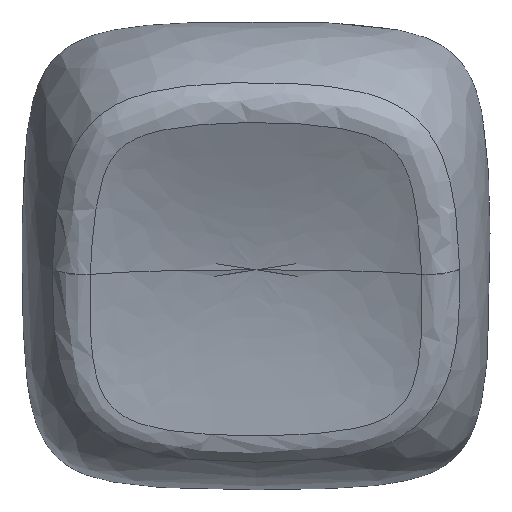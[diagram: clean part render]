
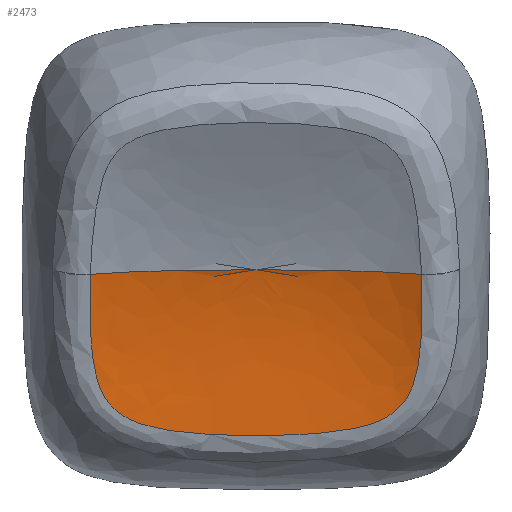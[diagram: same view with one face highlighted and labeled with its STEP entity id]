
A CAD part, top view. The second image highlights one B-rep face of the part: STEP entity #2473.
In plain terms, the highlighted free-form (B-spline) face has degree [3, 3] with [10, 5] control points.
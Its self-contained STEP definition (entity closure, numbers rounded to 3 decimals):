
#15=(
BOUNDED_CURVE()
B_SPLINE_CURVE(5,(#10526,#10527,#10528,#10529,#10530,#10531,#10532,#10533,
#10534),.UNSPECIFIED.,.F.,.F.)
B_SPLINE_CURVE_WITH_KNOTS((6,1,1,1,6),(0.215,0.4,0.6,0.8,1.),
 .UNSPECIFIED.)
CURVE()
GEOMETRIC_REPRESENTATION_ITEM()
RATIONAL_B_SPLINE_CURVE((1.,1.,1.,1.,1.,1.,1.,1.,1.))
REPRESENTATION_ITEM('')
);
#16=(
BOUNDED_CURVE()
B_SPLINE_CURVE(5,(#10535,#10536,#10537,#10538,#10539,#10540,#10541,#10542,
#10543),.UNSPECIFIED.,.F.,.F.)
B_SPLINE_CURVE_WITH_KNOTS((6,1,1,1,6),(0.215,0.4,0.6,0.8,1.),
 .UNSPECIFIED.)
CURVE()
GEOMETRIC_REPRESENTATION_ITEM()
RATIONAL_B_SPLINE_CURVE((1.,1.,1.,1.,1.,1.,1.,1.,1.))
REPRESENTATION_ITEM('')
);
#290=FACE_OUTER_BOUND('',#433,.T.);
#433=EDGE_LOOP('',(#2212,#2213,#2214));
#775=B_SPLINE_CURVE_WITH_KNOTS('',3,(#9984,#9985,#9986,#9987,#9988,#9989,
#9990,#9991,#9992,#9993,#9994,#9995,#9996,#9997,#9998,#9999,#10000,#10001,
#10002,#10003,#10004,#10005,#10006,#10007,#10008,#10009),.UNSPECIFIED.,
 .F.,.F.,(4,2,1,2,1,1,1,1,1,1,1,1,1,1,1,1,2,1,2,4),(-2.322,-2.317,
-2.155,-1.993,-1.889,-1.785,
-1.681,-1.577,-1.473,-1.369,
-1.161,-0.953,-0.745,-0.641,
-0.537,-0.434,-0.33,-0.167,
-0.005,0.),.UNSPECIFIED.);
#1031=VERTEX_POINT('',#9937);
#1037=VERTEX_POINT('',#9982);
#1041=VERTEX_POINT('',#10525);
#1427=EDGE_CURVE('',#1037,#1031,#775,.T.);
#1434=EDGE_CURVE('',#1037,#1041,#15,.T.);
#1435=EDGE_CURVE('',#1031,#1041,#16,.T.);
#2212=ORIENTED_EDGE('',*,*,#1427,.F.);
#2213=ORIENTED_EDGE('',*,*,#1434,.T.);
#2214=ORIENTED_EDGE('',*,*,#1435,.F.);
#2333=B_SPLINE_SURFACE_WITH_KNOTS('',3,3,((#10475,#10476,#10477,#10478,
#10479),(#10480,#10481,#10482,#10483,#10484),(#10485,#10486,#10487,#10488,
#10489),(#10490,#10491,#10492,#10493,#10494),(#10495,#10496,#10497,#10498,
#10499),(#10500,#10501,#10502,#10503,#10504),(#10505,#10506,#10507,#10508,
#10509),(#10510,#10511,#10512,#10513,#10514),(#10515,#10516,#10517,#10518,
#10519),(#10520,#10521,#10522,#10523,#10524)),.UNSPECIFIED.,.F.,.F.,.F.,
(4,1,1,1,1,1,1,4),(4,1,4),(0.,0.143,0.286,0.429,
0.571,0.714,0.857,1.),(0.083,
0.476,1.),.UNSPECIFIED.);
#2473=ADVANCED_FACE('',(#290),#2333,.F.);
#9937=CARTESIAN_POINT('',(-6.37,-0.728,7.017));
#9982=CARTESIAN_POINT('',(6.37,-0.728,7.017));
#9984=CARTESIAN_POINT('Ctrl Pts',(6.37,-0.728,7.017));
#9985=CARTESIAN_POINT('Ctrl Pts',(6.371,-0.744,7.013));
#9986=CARTESIAN_POINT('Ctrl Pts',(6.372,-0.759,7.009));
#9987=CARTESIAN_POINT('Ctrl Pts',(6.391,-1.289,6.874));
#9988=CARTESIAN_POINT('Ctrl Pts',(6.402,-2.324,6.614));
#9989=CARTESIAN_POINT('Ctrl Pts',(6.352,-3.342,6.377));
#9990=CARTESIAN_POINT('Ctrl Pts',(6.25,-4.16,6.196));
#9991=CARTESIAN_POINT('Ctrl Pts',(6.14,-4.79,6.062));
#9992=CARTESIAN_POINT('Ctrl Pts',(5.76,-5.67,5.876));
#9993=CARTESIAN_POINT('Ctrl Pts',(5.013,-6.285,5.728));
#9994=CARTESIAN_POINT('Ctrl Pts',(4.078,-6.605,5.64));
#9995=CARTESIAN_POINT('Ctrl Pts',(3.08,-6.782,5.59));
#9996=CARTESIAN_POINT('Ctrl Pts',(1.724,-6.907,5.554));
#9997=CARTESIAN_POINT('Ctrl Pts',(-0.002,-6.952,
5.541));
#9998=CARTESIAN_POINT('Ctrl Pts',(-2.065,-6.897,5.557));
#9999=CARTESIAN_POINT('Ctrl Pts',(-3.762,-6.709,5.611));
#10000=CARTESIAN_POINT('Ctrl Pts',(-5.014,-6.285,
5.728));
#10001=CARTESIAN_POINT('Ctrl Pts',(-5.761,-5.667,5.877));
#10002=CARTESIAN_POINT('Ctrl Pts',(-6.139,-4.79,6.062));
#10003=CARTESIAN_POINT('Ctrl Pts',(-6.25,-4.16,6.196));
#10004=CARTESIAN_POINT('Ctrl Pts',(-6.352,-3.342,
6.377));
#10005=CARTESIAN_POINT('Ctrl Pts',(-6.402,-2.324,
6.614));
#10006=CARTESIAN_POINT('Ctrl Pts',(-6.391,-1.289,
6.874));
#10007=CARTESIAN_POINT('Ctrl Pts',(-6.372,-0.759,
7.009));
#10008=CARTESIAN_POINT('Ctrl Pts',(-6.371,-0.744,
7.013));
#10009=CARTESIAN_POINT('Ctrl Pts',(-6.37,-0.728,
7.017));
#10475=CARTESIAN_POINT('Ctrl Pts',(6.935,-0.778,7.203));
#10476=CARTESIAN_POINT('Ctrl Pts',(6.413,-0.727,7.013));
#10477=CARTESIAN_POINT('Ctrl Pts',(4.986,-0.616,
6.6));
#10478=CARTESIAN_POINT('Ctrl Pts',(2.405,-0.552,
6.359));
#10479=CARTESIAN_POINT('Ctrl Pts',(0.,-0.552,
6.359));
#10480=CARTESIAN_POINT('Ctrl Pts',(6.935,-2.007,6.873));
#10481=CARTESIAN_POINT('Ctrl Pts',(6.413,-1.78,6.731));
#10482=CARTESIAN_POINT('Ctrl Pts',(4.986,-1.26,6.428));
#10483=CARTESIAN_POINT('Ctrl Pts',(2.405,-0.786,
6.296));
#10484=CARTESIAN_POINT('Ctrl Pts',(0.,-0.552,
6.359));
#10485=CARTESIAN_POINT('Ctrl Pts',(6.763,-4.434,6.223));
#10486=CARTESIAN_POINT('Ctrl Pts',(6.259,-3.887,6.166));
#10487=CARTESIAN_POINT('Ctrl Pts',(4.772,-2.521,6.09));
#10488=CARTESIAN_POINT('Ctrl Pts',(2.209,-1.187,6.188));
#10489=CARTESIAN_POINT('Ctrl Pts',(0.,-0.552,
6.359));
#10490=CARTESIAN_POINT('Ctrl Pts',(5.438,-6.401,5.696));
#10491=CARTESIAN_POINT('Ctrl Pts',(5.045,-5.561,5.717));
#10492=CARTESIAN_POINT('Ctrl Pts',(3.651,-3.556,5.812));
#10493=CARTESIAN_POINT('Ctrl Pts',(1.494,-1.589,6.081));
#10494=CARTESIAN_POINT('Ctrl Pts',(0.,-0.552,
6.359));
#10495=CARTESIAN_POINT('Ctrl Pts',(2.244,-6.996,5.537));
#10496=CARTESIAN_POINT('Ctrl Pts',(2.085,-6.034,5.591));
#10497=CARTESIAN_POINT('Ctrl Pts',(1.447,-3.883,5.725));
#10498=CARTESIAN_POINT('Ctrl Pts',(0.526,-1.789,
6.027));
#10499=CARTESIAN_POINT('Ctrl Pts',(0.,-0.552,
6.359));
#10500=CARTESIAN_POINT('Ctrl Pts',(-2.25,-6.995,5.537));
#10501=CARTESIAN_POINT('Ctrl Pts',(-2.092,-6.033,
5.591));
#10502=CARTESIAN_POINT('Ctrl Pts',(-1.45,-3.882,
5.725));
#10503=CARTESIAN_POINT('Ctrl Pts',(-0.526,-1.789,
6.027));
#10504=CARTESIAN_POINT('Ctrl Pts',(0.,-0.552,
6.359));
#10505=CARTESIAN_POINT('Ctrl Pts',(-5.432,-6.4,
5.696));
#10506=CARTESIAN_POINT('Ctrl Pts',(-5.039,-5.56,5.718));
#10507=CARTESIAN_POINT('Ctrl Pts',(-3.648,-3.555,
5.813));
#10508=CARTESIAN_POINT('Ctrl Pts',(-1.494,-1.589,6.081));
#10509=CARTESIAN_POINT('Ctrl Pts',(0.,-0.552,
6.359));
#10510=CARTESIAN_POINT('Ctrl Pts',(-6.762,-4.434,
6.223));
#10511=CARTESIAN_POINT('Ctrl Pts',(-6.259,-3.887,
6.166));
#10512=CARTESIAN_POINT('Ctrl Pts',(-4.772,-2.521,
6.09));
#10513=CARTESIAN_POINT('Ctrl Pts',(-2.209,-1.187,
6.188));
#10514=CARTESIAN_POINT('Ctrl Pts',(0.,-0.552,
6.359));
#10515=CARTESIAN_POINT('Ctrl Pts',(-6.935,-2.007,
6.873));
#10516=CARTESIAN_POINT('Ctrl Pts',(-6.413,-1.78,
6.731));
#10517=CARTESIAN_POINT('Ctrl Pts',(-4.986,-1.26,6.428));
#10518=CARTESIAN_POINT('Ctrl Pts',(-2.405,-0.786,6.296));
#10519=CARTESIAN_POINT('Ctrl Pts',(0.,-0.552,
6.359));
#10520=CARTESIAN_POINT('Ctrl Pts',(-6.935,-0.778,
7.203));
#10521=CARTESIAN_POINT('Ctrl Pts',(-6.413,-0.727,
7.013));
#10522=CARTESIAN_POINT('Ctrl Pts',(-4.986,-0.616,
6.6));
#10523=CARTESIAN_POINT('Ctrl Pts',(-2.405,-0.552,6.359));
#10524=CARTESIAN_POINT('Ctrl Pts',(0.,-0.552,
6.359));
#10525=CARTESIAN_POINT('',(0.,-0.552,6.359));
#10526=CARTESIAN_POINT('Ctrl Pts',(6.37,-0.728,
7.017));
#10527=CARTESIAN_POINT('Ctrl Pts',(6.2,-0.714,
6.967));
#10528=CARTESIAN_POINT('Ctrl Pts',(5.83,-0.687,
6.864));
#10529=CARTESIAN_POINT('Ctrl Pts',(5.206,-0.648,6.718));
#10530=CARTESIAN_POINT('Ctrl Pts',(4.214,-0.601,6.544));
#10531=CARTESIAN_POINT('Ctrl Pts',(2.885,-0.568,6.421));
#10532=CARTESIAN_POINT('Ctrl Pts',(1.576,-0.555,
6.37));
#10533=CARTESIAN_POINT('Ctrl Pts',(0.551,-0.552,
6.359));
#10534=CARTESIAN_POINT('Ctrl Pts',(0.,-0.552,
6.359));
#10535=CARTESIAN_POINT('Ctrl Pts',(-6.37,-0.728,
7.017));
#10536=CARTESIAN_POINT('Ctrl Pts',(-6.2,-0.714,
6.967));
#10537=CARTESIAN_POINT('Ctrl Pts',(-5.83,-0.687,
6.864));
#10538=CARTESIAN_POINT('Ctrl Pts',(-5.206,-0.648,
6.718));
#10539=CARTESIAN_POINT('Ctrl Pts',(-4.214,-0.601,
6.544));
#10540=CARTESIAN_POINT('Ctrl Pts',(-2.885,-0.568,
6.421));
#10541=CARTESIAN_POINT('Ctrl Pts',(-1.576,-0.555,
6.37));
#10542=CARTESIAN_POINT('Ctrl Pts',(-0.551,-0.552,
6.359));
#10543=CARTESIAN_POINT('Ctrl Pts',(0.,-0.552,
6.359));
